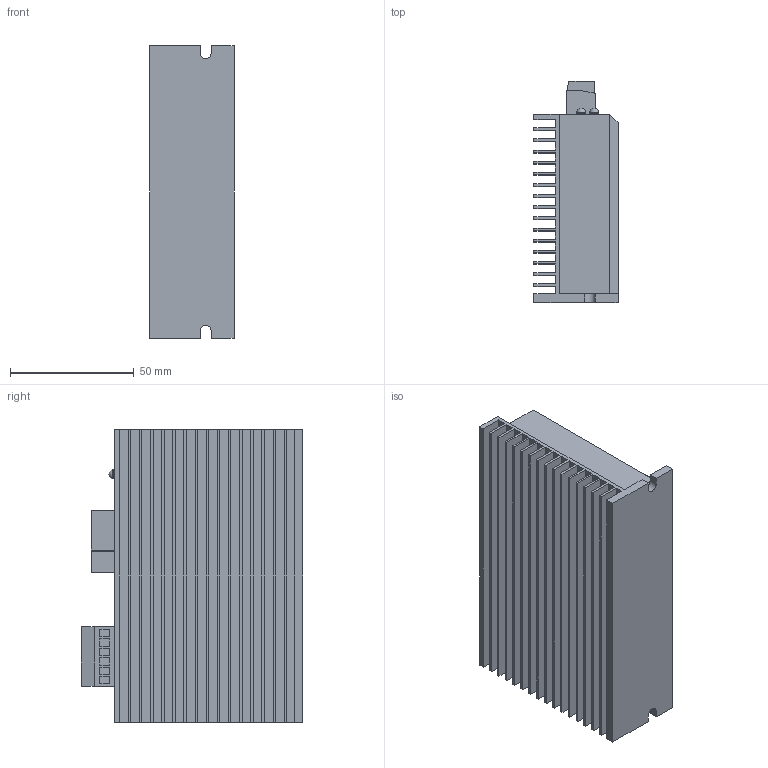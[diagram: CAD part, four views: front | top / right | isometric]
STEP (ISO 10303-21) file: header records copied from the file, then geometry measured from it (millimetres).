
FILE_DESCRIPTION (( 'STEP AP214' ), '1' );
FILE_NAME ('LS DM556.STEP', '2015-02-03T20:56:50', ( '' ), ( '' ), 'SwSTEP 2.0', 'SolidWorks 2014', '' );
FILE_SCHEMA (( 'AUTOMOTIVE_DESIGN' ));
Length unit declared in the file: millimetre
Products named in the file (1): LS DM556
Bounding box: 34 x 89.5 x 118 mm (x, y, z)
Volume: 227855 mm3; surface area: 86398.3 mm2
Topology: 19 solids, 19 shells, 316 faces, 766 edges, 510 vertices
Faces by surface type: plane 257, cylinder 55, sphere 4
Entity records: 9336 total; most frequent: CARTESIAN_POINT 1581, DIRECTION 1554, ORIENTED_EDGE 1516, EDGE_CURVE 758, VECTOR 596, LINE 596, VERTEX_POINT 506, AXIS2_PLACEMENT_3D 479
